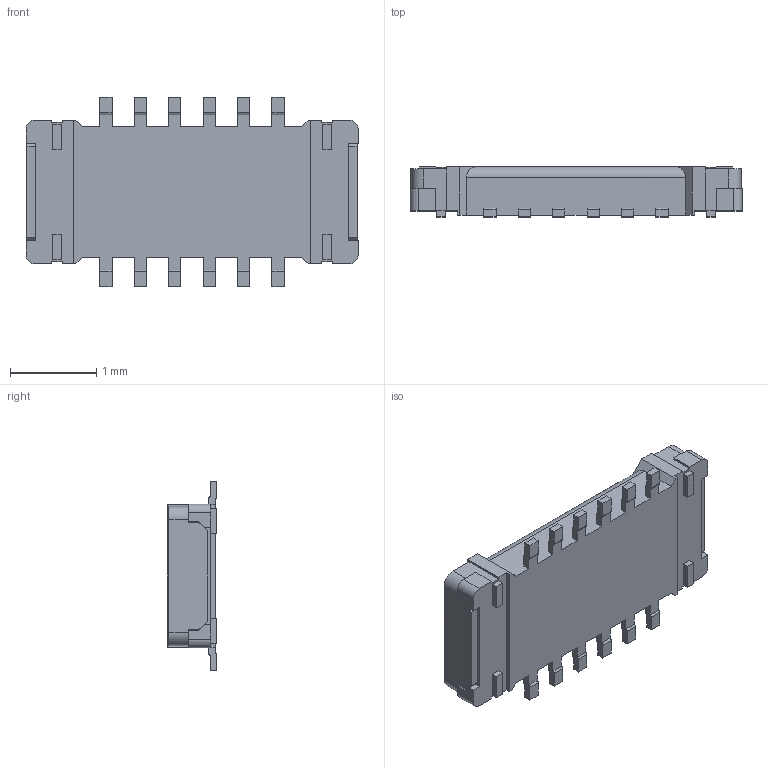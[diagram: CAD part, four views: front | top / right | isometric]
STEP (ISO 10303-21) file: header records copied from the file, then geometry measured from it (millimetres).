
FILE_DESCRIPTION((''),'2;1');
FILE_NAME('5035521222','2018-10-04T',('gga'),(''),'PRO/ENGINEER BY PARAMETRIC TECHNOLOGY CORPORATION, 2016010','PRO/ENGINEER BY PARAMETRIC TECHNOLOGY CORPORATION, 2016010','');
FILE_SCHEMA(('CONFIG_CONTROL_DESIGN'));
Length unit declared in the file: millimetre
Products named in the file (1): 5035521222
Bounding box: 3.86 x 0.58 x 2.2 mm (x, y, z)
Volume: 2.2 mm3; surface area: 23 mm2
Topology: 1 solids, 1 shells, 223 faces, 704 edges, 488 vertices
Faces by surface type: plane 185, cylinder 38
Entity records: 7693 total; most frequent: CARTESIAN_POINT 1420, ORIENTED_EDGE 1280, DIRECTION 1208, EDGE_CURVE 640, VECTOR 632, LINE 632, VERTEX_POINT 424, AXIS2_PLACEMENT_3D 288
